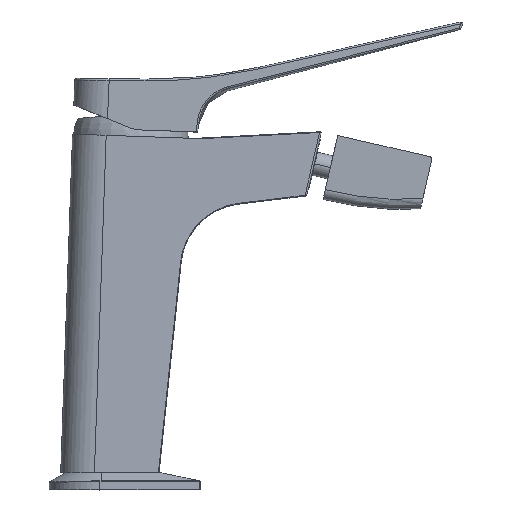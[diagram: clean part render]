
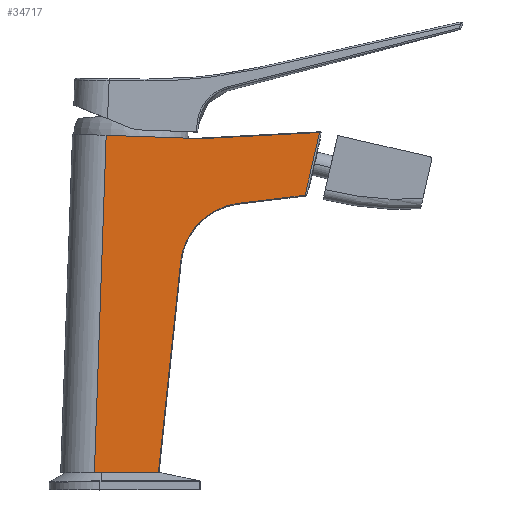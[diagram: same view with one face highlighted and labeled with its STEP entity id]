
A CAD part, top view. The second image highlights one B-rep face of the part: STEP entity #34717.
In plain terms, the highlighted planar face has unit normal (0.026, 0, 1).
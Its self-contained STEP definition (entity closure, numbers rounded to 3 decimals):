
#7 = DIRECTION ( 'NONE',  ( 1., 0., -0.026 ) ) ;
#890 = DIRECTION ( 'NONE',  ( 0.026, 0., 1. ) ) ;
#1474 = ORIENTED_EDGE ( 'NONE', *, *, #28520, .T. ) ;
#1582 = DIRECTION ( 'NONE',  ( -0.035, -0.999, 0.001 ) ) ;
#2410 = VERTEX_POINT ( 'NONE', #41686 ) ;
#2848 = AXIS2_PLACEMENT_3D ( 'NONE', #10974, #890, #7 ) ;
#2952 = CARTESIAN_POINT ( 'NONE',  ( 60.964, 82.97, 18.404 ) ) ;
#3068 = CARTESIAN_POINT ( 'NONE',  ( 29.806, 0.014, 19.22 ) ) ;
#3374 = PLANE ( 'NONE',  #2848 ) ;
#3874 = CARTESIAN_POINT ( 'NONE',  ( 13.861, 102.889, 19.637 ) ) ;
#3968 = VERTEX_POINT ( 'NONE', #9442 ) ;
#4739 = CARTESIAN_POINT ( 'NONE',  ( 40.726, 101.751, 18.934 ) ) ;
#5312 = CARTESIAN_POINT ( 'NONE',  ( 79.025, 104.093, 17.931 ) ) ;
#5494 = CARTESIAN_POINT ( 'NONE',  ( 51.948, 81.768, 18.64 ) ) ;
#5637 = ORIENTED_EDGE ( 'NONE', *, *, #24093, .T. ) ;
#6535 = CARTESIAN_POINT ( 'NONE',  ( 67.748, 83.803, 18.226 ) ) ;
#6957 = FACE_OUTER_BOUND ( 'NONE', #43009, .T. ) ;
#7219 = EDGE_CURVE ( 'NONE', #2410, #31314, #10870, .T. ) ;
#8857 = CARTESIAN_POINT ( 'NONE',  ( 41.439, 75.437, 18.915 ) ) ;
#9073 = CARTESIAN_POINT ( 'NONE',  ( 38.854, 71.729, 18.983 ) ) ;
#9372 = EDGE_CURVE ( 'NONE', #12609, #3968, #42349, .T. ) ;
#9442 = CARTESIAN_POINT ( 'NONE',  ( 54.179, 82.137, 18.581 ) ) ;
#10870 = LINE ( 'NONE', #14226, #14565 ) ;
#10974 = CARTESIAN_POINT ( 'NONE',  ( 0., 103.983, 20. ) ) ;
#11271 = CARTESIAN_POINT ( 'NONE',  ( 0., 0., 20. ) ) ;
#11574 = CARTESIAN_POINT ( 'NONE',  ( 37.887, 69.679, 19.008 ) ) ;
#12195 = VERTEX_POINT ( 'NONE', #32994 ) ;
#12228 = CARTESIAN_POINT ( 'NONE',  ( 39.421, 72.708, 18.968 ) ) ;
#12609 = VERTEX_POINT ( 'NONE', #29539 ) ;
#12672 = VERTEX_POINT ( 'NONE', #26172 ) ;
#12997 = ORIENTED_EDGE ( 'NONE', *, *, #29824, .T. ) ;
#13777 = ORIENTED_EDGE ( 'NONE', *, *, #9372, .T. ) ;
#14226 = CARTESIAN_POINT ( 'NONE',  ( 39.726, 101.985, 18.96 ) ) ;
#14478 = VECTOR ( 'NONE', #22742, 1000. ) ;
#14565 = VECTOR ( 'NONE', #24504, 1000. ) ;
#14631 = DIRECTION ( 'NONE',  ( -1., 0., 0.026 ) ) ;
#15055 = DIRECTION ( 'NONE',  ( -0.998, -0.052, 0.026 ) ) ;
#15968 = CARTESIAN_POINT ( 'NONE',  ( 29.804, 0., 19.22 ) ) ;
#17141 = ORIENTED_EDGE ( 'NONE', *, *, #42116, .T. ) ;
#18174 = LINE ( 'NONE', #4739, #19039 ) ;
#18736 = B_SPLINE_CURVE_WITH_KNOTS ( 'NONE', 3,
 ( #33709, #25291, #3068, #26335, #21926, #28660, #36403 ),
 .UNSPECIFIED., .F., .F.,
 ( 4, 3, 4 ),
 ( 0., 0., 0.065 ),
 .UNSPECIFIED. ) ;
#19039 = VECTOR ( 'NONE', #15055, 1000. ) ;
#19141 = CARTESIAN_POINT ( 'NONE',  ( 54.179, 82.137, 18.581 ) ) ;
#20622 = CARTESIAN_POINT ( 'NONE',  ( 54.179, 82.137, 18.581 ) ) ;
#21822 = CARTESIAN_POINT ( 'NONE',  ( 36.882, 66.437, 19.034 ) ) ;
#21926 = CARTESIAN_POINT ( 'NONE',  ( 32.055, 21.413, 19.161 ) ) ;
#21944 = VECTOR ( 'NONE', #14631, 1000. ) ;
#22374 = CARTESIAN_POINT ( 'NONE',  ( 10.255, -0.358, 19.731 ) ) ;
#22742 = DIRECTION ( 'NONE',  ( 0.225, 0.974, -0.006 ) ) ;
#23052 = ORIENTED_EDGE ( 'NONE', *, *, #7219, .T. ) ;
#23119 = EDGE_CURVE ( 'NONE', #27687, #12609, #18736, .T. ) ;
#24093 = EDGE_CURVE ( 'NONE', #31314, #12195, #35807, .T. ) ;
#24504 = DIRECTION ( 'NONE',  ( -0.999, 0.035, 0.026 ) ) ;
#24904 = LINE ( 'NONE', #11271, #21944 ) ;
#25192 = CARTESIAN_POINT ( 'NONE',  ( 43.885, 77.791, 18.851 ) ) ;
#25291 = CARTESIAN_POINT ( 'NONE',  ( 29.805, 0.007, 19.22 ) ) ;
#25405 = CARTESIAN_POINT ( 'NONE',  ( 43.027, 77.054, 18.873 ) ) ;
#25853 = CARTESIAN_POINT ( 'NONE',  ( 46.69, 79.703, 18.777 ) ) ;
#26037 = VERTEX_POINT ( 'NONE', #44262 ) ;
#26172 = CARTESIAN_POINT ( 'NONE',  ( 78.947, 103.754, 17.933 ) ) ;
#26335 = CARTESIAN_POINT ( 'NONE',  ( 29.806, 0.02, 19.219 ) ) ;
#27626 = B_SPLINE_CURVE_WITH_KNOTS ( 'NONE', 3,
 ( #20622, #2952, #6535, #34249 ),
 .UNSPECIFIED., .F., .F.,
 ( 4, 4 ),
 ( -0.021, 0. ),
 .UNSPECIFIED. ) ;
#27687 = VERTEX_POINT ( 'NONE', #15968 ) ;
#28520 = EDGE_CURVE ( 'NONE', #3968, #26037, #27626, .T. ) ;
#28660 = CARTESIAN_POINT ( 'NONE',  ( 34.303, 42.806, 19.102 ) ) ;
#28782 = CARTESIAN_POINT ( 'NONE',  ( 48.723, 80.706, 18.724 ) ) ;
#28992 = CARTESIAN_POINT ( 'NONE',  ( 36.552, 64.199, 19.043 ) ) ;
#29264 = EDGE_CURVE ( 'NONE', #27687, #12195, #24904, .T. ) ;
#29464 = LINE ( 'NONE', #5312, #14478 ) ;
#29539 = CARTESIAN_POINT ( 'NONE',  ( 36.552, 64.199, 19.043 ) ) ;
#29824 = EDGE_CURVE ( 'NONE', #12672, #2410, #18174, .T. ) ;
#31314 = VERTEX_POINT ( 'NONE', #3874 ) ;
#32118 = CARTESIAN_POINT ( 'NONE',  ( 40.717, 74.567, 18.934 ) ) ;
#32994 = CARTESIAN_POINT ( 'NONE',  ( 10.268, 0., 19.731 ) ) ;
#32998 = CARTESIAN_POINT ( 'NONE',  ( 37.493, 68.62, 19.018 ) ) ;
#33709 = CARTESIAN_POINT ( 'NONE',  ( 29.804, 0., 19.22 ) ) ;
#34249 = CARTESIAN_POINT ( 'NONE',  ( 74.533, 84.636, 18.048 ) ) ;
#34717 = ADVANCED_FACE ( 'NONE', ( #6957 ), #3374, .T. ) ;
#35699 = CARTESIAN_POINT ( 'NONE',  ( 53.054, 81.999, 18.611 ) ) ;
#35807 = LINE ( 'NONE', #22374, #39930 ) ;
#36130 = CARTESIAN_POINT ( 'NONE',  ( 49.775, 81.119, 18.697 ) ) ;
#36403 = CARTESIAN_POINT ( 'NONE',  ( 36.552, 64.199, 19.043 ) ) ;
#38423 = ORIENTED_EDGE ( 'NONE', *, *, #29264, .F. ) ;
#39674 = CARTESIAN_POINT ( 'NONE',  ( 36.67, 65.327, 19.04 ) ) ;
#39930 = VECTOR ( 'NONE', #1582, 1000. ) ;
#41686 = CARTESIAN_POINT ( 'NONE',  ( 43.012, 101.871, 18.874 ) ) ;
#42116 = EDGE_CURVE ( 'NONE', #26037, #12672, #29464, .T. ) ;
#42349 = B_SPLINE_CURVE_WITH_KNOTS ( 'NONE', 3,
 ( #28992, #39674, #21822, #32998, #11574, #9073, #12228, #32118, #8857, #25405, #25192, #43051, #25853, #28782, #36130, #5494, #35699, #19141 ),
 .UNSPECIFIED., .F., .F.,
 ( 4, 2, 2, 2, 2, 2, 2, 2, 4 ),
 ( 0., 0.125, 0.25, 0.375, 0.5, 0.625, 0.75, 0.875, 1. ),
 .UNSPECIFIED. ) ;
#42920 = ORIENTED_EDGE ( 'NONE', *, *, #23119, .T. ) ;
#43009 = EDGE_LOOP ( 'NONE', ( #17141, #12997, #23052, #5637, #38423, #42920, #13777, #1474 ) ) ;
#43051 = CARTESIAN_POINT ( 'NONE',  ( 45.721, 79.12, 18.803 ) ) ;
#44262 = CARTESIAN_POINT ( 'NONE',  ( 74.533, 84.636, 18.048 ) ) ;
